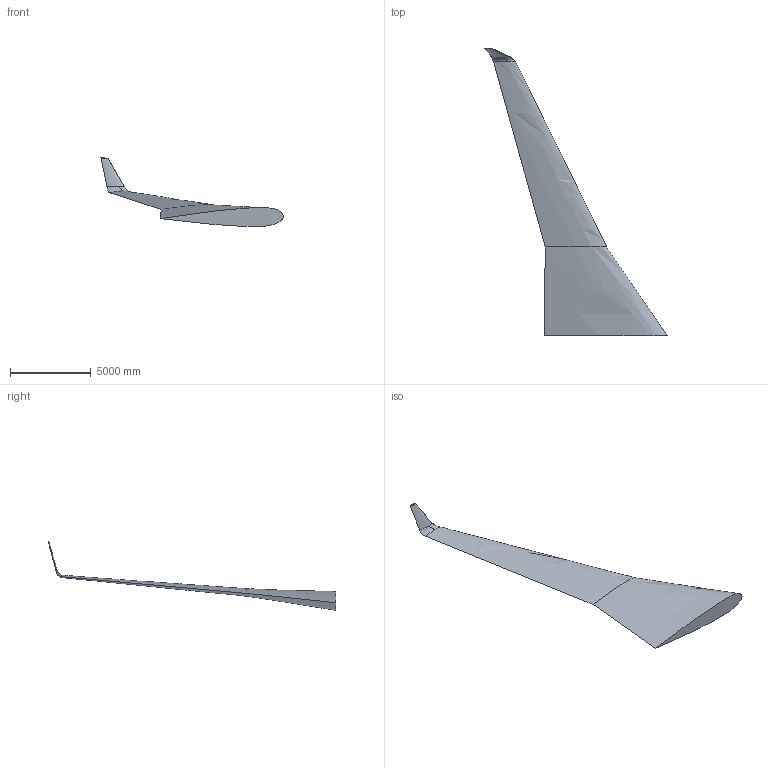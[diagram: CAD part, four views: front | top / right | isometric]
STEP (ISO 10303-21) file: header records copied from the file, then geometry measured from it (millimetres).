
FILE_DESCRIPTION(('Open CASCADE Model'),'2;1');
FILE_NAME('Open CASCADE Shape Model','2017-04-06T12:50:39',('Author'),( 'Open CASCADE'),'Open CASCADE STEP processor 7.0','Open CASCADE 7.0' ,'Unknown');
FILE_SCHEMA(('AUTOMOTIVE_DESIGN { 1 0 10303 214 1 1 1 1 }'));
Length unit declared in the file: inch
Products named in the file (1): Open CASCADE STEP translator 7.0 1
Bounding box: 11303.95 x 17817.27 x 4238.87 mm (x, y, z)
Volume: 23648835973.6 mm3; surface area: 136309133.5 mm2
Topology: 1 solids, 1 shells, 24 faces, 59 edges, 37 vertices
Faces by surface type: bspline 22, plane 2
Entity records: 17054 total; most frequent: CARTESIAN_POINT 16156, B_SPLINE_CURVE_WITH_KNOTS 128, ORIENTED_EDGE 118, PCURVE 118, DEFINITIONAL_REPRESENTATION 118, EDGE_CURVE 59, SURFACE_CURVE 59, DIRECTION 54
